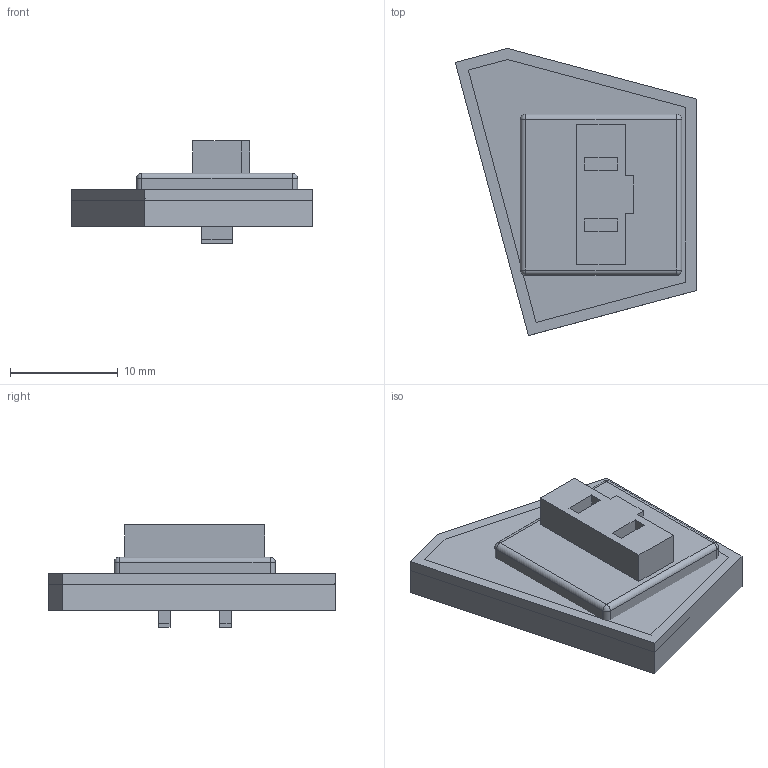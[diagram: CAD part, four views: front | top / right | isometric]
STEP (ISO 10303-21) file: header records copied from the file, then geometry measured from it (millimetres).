
FILE_DESCRIPTION(('FreeCAD Model'),'2;1');
FILE_NAME('kailh-choc-switch-cap-custom.step', '2019-04-14T18:47:30',('Author'),(''), 'Open CASCADE STEP processor 7.3','FreeCAD','Unknown');
FILE_SCHEMA(('AUTOMOTIVE_DESIGN { 1 0 10303 214 1 1 1 1 }'));
Length unit declared in the file: millimetre
Products named in the file (13): Body; Stem; Cap2; ShapeBinder001; Extrude004; Chamfer003; Offset2D; Extrude; Pad002; Sketch005; Cut; Chamfer004; Chamfer005
Assembly tree (11 placements, depth 2):
  Body
  Stem
  Cap2
    ShapeBinder001  x2
    Extrude004
    Chamfer003
    Offset2D
    Extrude
    Pad002
    Sketch005
    Cut
    Chamfer004
    Chamfer005
Bounding box: 22.45 x 26.7 x 9.5 mm (x, y, z)
Surface area: 6858.7 mm2
Topology: 11 solids, 11 shells, 136 faces, 328 edges, 239 vertices
Faces by surface type: plane 124, cylinder 8, sphere 4
Entity records: 8464 total; most frequent: CARTESIAN_POINT 1307, DIRECTION 1220, LINE 892, VECTOR 892, ORIENTED_EDGE 596, PCURVE 596, DEFINITIONAL_REPRESENTATION 596, EDGE_CURVE 298
